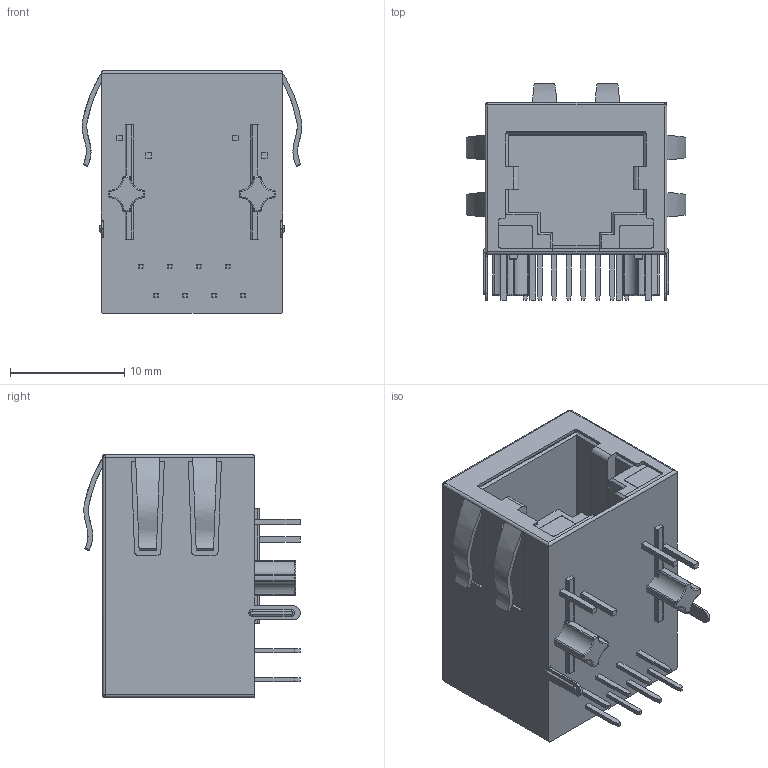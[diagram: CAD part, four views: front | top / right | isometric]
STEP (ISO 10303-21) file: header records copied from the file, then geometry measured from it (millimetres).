
FILE_DESCRIPTION (( 'STEP AP214' ), '1' );
FILE_NAME ('LPJ0006ABNL.STEP', '2023-02-01T07:06:48', ( 'Windows 蚚誧' ), ( 'Microsoft' ), 'SwSTEP 2.0', 'SolidWorks 2020', '' );
FILE_SCHEMA (( 'AUTOMOTIVE_DESIGN' ));
Length unit declared in the file: millimetre
Products named in the file (1): LPJ0006ABNL
Bounding box: 19.23 x 18.95 x 21.25 mm (x, y, z)
Volume: 3641.5 mm3; surface area: 2538.7 mm2
Topology: 1 solids, 1 shells, 413 faces, 1135 edges, 716 vertices
Faces by surface type: plane 232, cylinder 105, bspline 72, torus 4
Entity records: 19206 total; most frequent: CARTESIAN_POINT 4843, ORIENTED_EDGE 2190, DIRECTION 1881, EDGE_CURVE 1095, VERTEX_POINT 716, LINE 677, VECTOR 677, AXIS2_PLACEMENT_3D 602
